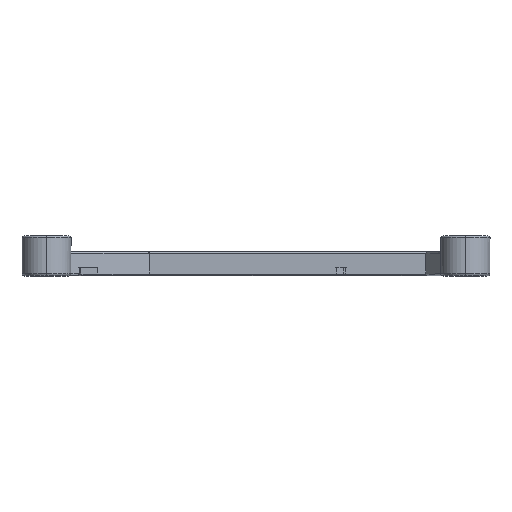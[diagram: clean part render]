
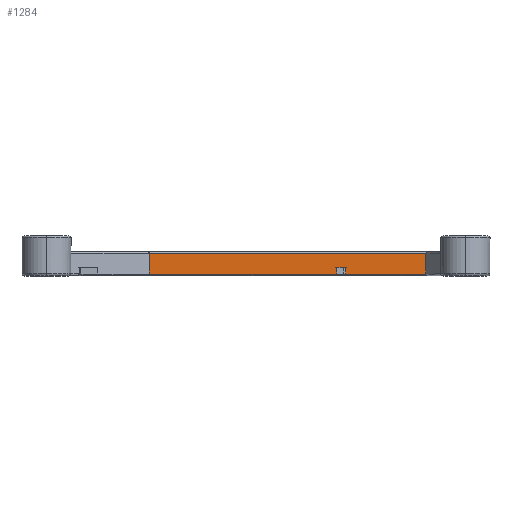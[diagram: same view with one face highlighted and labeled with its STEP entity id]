
A CAD part, top view. The second image highlights one B-rep face of the part: STEP entity #1284.
In plain terms, the highlighted planar face has unit normal (0, 0, 1).
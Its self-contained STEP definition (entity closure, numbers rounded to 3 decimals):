
#4 = LINE ( 'NONE', #751, #4054 ) ;
#245 = VERTEX_POINT ( 'NONE', #2093 ) ;
#273 = PLANE ( 'NONE',  #4645 ) ;
#413 = EDGE_CURVE ( 'NONE', #245, #3919, #4, .T. ) ;
#423 = CARTESIAN_POINT ( 'NONE',  ( 48., 2.8, 24.75 ) ) ;
#444 = VECTOR ( 'NONE', #4423, 1000. ) ;
#461 = ORIENTED_EDGE ( 'NONE', *, *, #413, .T. ) ;
#528 = VECTOR ( 'NONE', #1606, 1000. ) ;
#672 = ORIENTED_EDGE ( 'NONE', *, *, #3752, .F. ) ;
#676 = FACE_OUTER_BOUND ( 'NONE', #922, .T. ) ;
#751 = CARTESIAN_POINT ( 'NONE',  ( 13., 3., 24.75 ) ) ;
#766 = EDGE_CURVE ( 'NONE', #3919, #4142, #3529, .T. ) ;
#816 = CARTESIAN_POINT ( 'NONE',  ( 48., 3., 24.75 ) ) ;
#922 = EDGE_LOOP ( 'NONE', ( #2201, #1570, #672, #3021, #461, #3977, #3481, #4824 ) ) ;
#1147 = CARTESIAN_POINT ( 'NONE',  ( 0., 0.2, 24.75 ) ) ;
#1162 = LINE ( 'NONE', #3173, #444 ) ;
#1284 = ADVANCED_FACE ( 'NONE', ( #676 ), #273, .F. ) ;
#1349 = CARTESIAN_POINT ( 'NONE',  ( 13., 0.2, 24.75 ) ) ;
#1403 = CARTESIAN_POINT ( 'NONE',  ( 36.722, 0.2, 24.75 ) ) ;
#1456 = EDGE_CURVE ( 'NONE', #3933, #2303, #3955, .T. ) ;
#1486 = DIRECTION ( 'NONE',  ( 0., 0., -1. ) ) ;
#1570 = ORIENTED_EDGE ( 'NONE', *, *, #4384, .T. ) ;
#1606 = DIRECTION ( 'NONE',  ( 0., -1., 0. ) ) ;
#1666 = CARTESIAN_POINT ( 'NONE',  ( 37.825, 0.2, 24.75 ) ) ;
#1706 = EDGE_CURVE ( 'NONE', #4142, #2303, #1162, .T. ) ;
#1724 = VECTOR ( 'NONE', #4310, 1000. ) ;
#1944 = DIRECTION ( 'NONE',  ( 1., 0., 0. ) ) ;
#2093 = CARTESIAN_POINT ( 'NONE',  ( 13., 2.8, 24.75 ) ) ;
#2201 = ORIENTED_EDGE ( 'NONE', *, *, #4357, .T. ) ;
#2293 = EDGE_CURVE ( 'NONE', #4588, #245, #3978, .T. ) ;
#2303 = VERTEX_POINT ( 'NONE', #4764 ) ;
#2602 = VECTOR ( 'NONE', #1944, 1000. ) ;
#2703 = LINE ( 'NONE', #816, #4521 ) ;
#2839 = VECTOR ( 'NONE', #3892, 1000. ) ;
#3021 = ORIENTED_EDGE ( 'NONE', *, *, #2293, .T. ) ;
#3085 = DIRECTION ( 'NONE',  ( -1., 0., 0. ) ) ;
#3131 = LINE ( 'NONE', #1147, #2602 ) ;
#3137 = CARTESIAN_POINT ( 'NONE',  ( 0., 0.2, 24.75 ) ) ;
#3173 = CARTESIAN_POINT ( 'NONE',  ( 36.722, 3., 24.75 ) ) ;
#3481 = ORIENTED_EDGE ( 'NONE', *, *, #1706, .T. ) ;
#3529 = LINE ( 'NONE', #3137, #1724 ) ;
#3567 = CARTESIAN_POINT ( 'NONE',  ( 0., 1., 24.75 ) ) ;
#3595 = LINE ( 'NONE', #5186, #528 ) ;
#3752 = EDGE_CURVE ( 'NONE', #4588, #4945, #2703, .T. ) ;
#3892 = DIRECTION ( 'NONE',  ( -1., 0., 0. ) ) ;
#3919 = VERTEX_POINT ( 'NONE', #1349 ) ;
#3933 = VERTEX_POINT ( 'NONE', #4871 ) ;
#3955 = LINE ( 'NONE', #3567, #2839 ) ;
#3977 = ORIENTED_EDGE ( 'NONE', *, *, #766, .T. ) ;
#3978 = LINE ( 'NONE', #5183, #4523 ) ;
#4054 = VECTOR ( 'NONE', #5144, 1000. ) ;
#4072 = CARTESIAN_POINT ( 'NONE',  ( 48., 0.2, 24.75 ) ) ;
#4142 = VERTEX_POINT ( 'NONE', #1403 ) ;
#4310 = DIRECTION ( 'NONE',  ( 1., 0., 0. ) ) ;
#4350 = DIRECTION ( 'NONE',  ( 0., -1., 0. ) ) ;
#4357 = EDGE_CURVE ( 'NONE', #3933, #4530, #3595, .T. ) ;
#4384 = EDGE_CURVE ( 'NONE', #4530, #4945, #3131, .T. ) ;
#4423 = DIRECTION ( 'NONE',  ( 0., 1., 0. ) ) ;
#4521 = VECTOR ( 'NONE', #4350, 1000. ) ;
#4523 = VECTOR ( 'NONE', #4790, 1000. ) ;
#4530 = VERTEX_POINT ( 'NONE', #1666 ) ;
#4588 = VERTEX_POINT ( 'NONE', #423 ) ;
#4645 = AXIS2_PLACEMENT_3D ( 'NONE', #5064, #1486, #3085 ) ;
#4764 = CARTESIAN_POINT ( 'NONE',  ( 36.722, 1., 24.75 ) ) ;
#4790 = DIRECTION ( 'NONE',  ( -1., 0., 0. ) ) ;
#4824 = ORIENTED_EDGE ( 'NONE', *, *, #1456, .F. ) ;
#4871 = CARTESIAN_POINT ( 'NONE',  ( 37.825, 1., 24.75 ) ) ;
#4945 = VERTEX_POINT ( 'NONE', #4072 ) ;
#5064 = CARTESIAN_POINT ( 'NONE',  ( 0., 3., 24.75 ) ) ;
#5144 = DIRECTION ( 'NONE',  ( 0., -1., 0. ) ) ;
#5183 = CARTESIAN_POINT ( 'NONE',  ( 13., 2.8, 24.75 ) ) ;
#5186 = CARTESIAN_POINT ( 'NONE',  ( 37.825, 3., 24.75 ) ) ;
